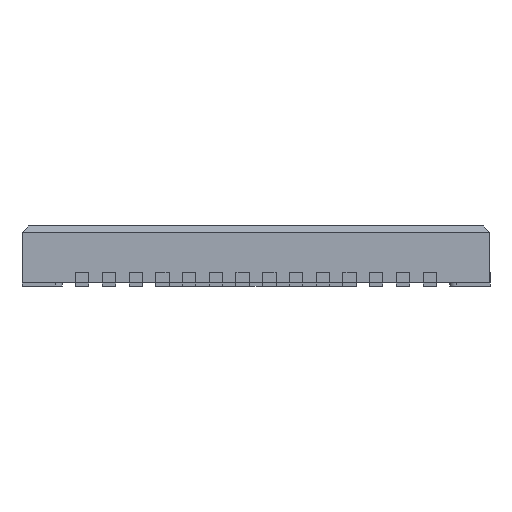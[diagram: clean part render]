
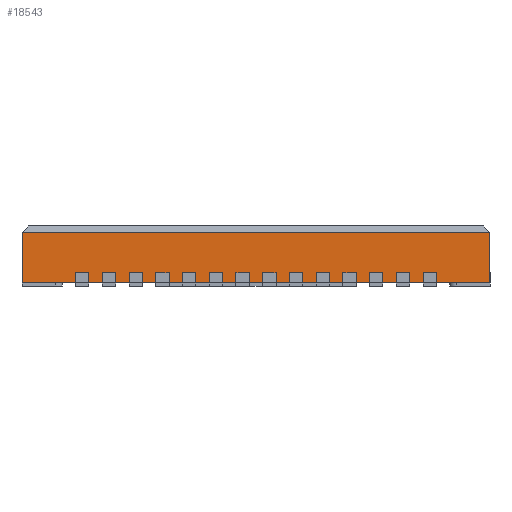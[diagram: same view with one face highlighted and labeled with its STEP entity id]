
A CAD part, front view. The second image highlights one B-rep face of the part: STEP entity #18543.
In plain terms, the highlighted planar face has unit normal (0, -1, 0).
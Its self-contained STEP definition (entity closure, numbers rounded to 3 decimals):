
#1529=FACE_OUTER_BOUND('',#2557,.T.);
#2557=EDGE_LOOP('',(#14074,#14075,#14076,#14077));
#4050=LINE('',#28534,#6069);
#4057=LINE('',#28548,#6076);
#4060=LINE('',#28554,#6079);
#4061=LINE('',#28555,#6080);
#6069=VECTOR('',#21830,10.);
#6076=VECTOR('',#21845,1.);
#6079=VECTOR('',#21850,1.);
#6080=VECTOR('',#21851,6.998);
#7967=VERTEX_POINT('',#28531);
#7968=VERTEX_POINT('',#28533);
#7971=VERTEX_POINT('',#28547);
#7973=VERTEX_POINT('',#28553);
#10136=EDGE_CURVE('',#7967,#7968,#4050,.T.);
#10143=EDGE_CURVE('',#7971,#7968,#4057,.T.);
#10146=EDGE_CURVE('',#7973,#7967,#4060,.T.);
#10147=EDGE_CURVE('',#7971,#7973,#4061,.T.);
#14074=ORIENTED_EDGE('',*,*,#10136,.F.);
#14075=ORIENTED_EDGE('',*,*,#10146,.F.);
#14076=ORIENTED_EDGE('',*,*,#10147,.F.);
#14077=ORIENTED_EDGE('',*,*,#10143,.T.);
#17109=PLANE('',#19538);
#18543=ADVANCED_FACE('',(#1529),#17109,.T.);
#19538=AXIS2_PLACEMENT_3D('',#28552,#21848,#21849);
#21830=DIRECTION('',(1.,0.,0.));
#21845=DIRECTION('',(0.,0.,1.));
#21848=DIRECTION('center_axis',(0.,-1.,0.));
#21849=DIRECTION('ref_axis',(1.,0.,0.));
#21850=DIRECTION('',(0.,0.,1.));
#21851=DIRECTION('',(-1.,0.,0.));
#28531=CARTESIAN_POINT('',(-3.5,-3.498,0.8));
#28533=CARTESIAN_POINT('',(3.498,-3.498,0.8));
#28534=CARTESIAN_POINT('',(-1.751,-3.498,0.8));
#28547=CARTESIAN_POINT('',(3.498,-3.498,0.05));
#28548=CARTESIAN_POINT('',(3.498,-3.498,0.05));
#28552=CARTESIAN_POINT('Origin',(-3.5,-3.498,0.05));
#28553=CARTESIAN_POINT('',(-3.5,-3.498,0.05));
#28554=CARTESIAN_POINT('',(-3.5,-3.498,0.05));
#28555=CARTESIAN_POINT('',(3.498,-3.498,0.05));
